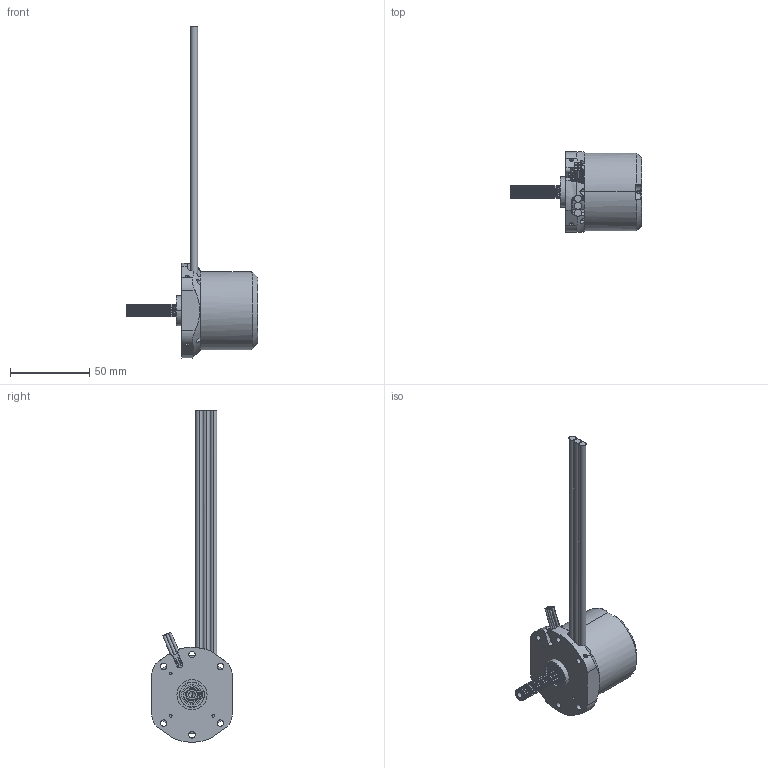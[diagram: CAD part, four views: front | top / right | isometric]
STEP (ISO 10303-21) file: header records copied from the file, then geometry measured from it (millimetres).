
FILE_DESCRIPTION (( 'STEP AP214' ), '1' );
FILE_NAME ('REV-21-1653.STEP', '2025-10-20T16:25:45', ( '' ), ( '' ), 'SwSTEP 2.0', 'SolidWorks 2022', '' );
FILE_SCHEMA (( 'AUTOMOTIVE_DESIGN' ));
Length unit declared in the file: millimetre
Products named in the file (13): 20-A2006-WV03X2.stp; Retaining_Ring_External_8mm; 688ZZ; NEOv2_P10_Male_Connector; REV-21-1653; REV-21-1653_P01-DR; Connector 90 Deg; NEOv2_P10_Female_Connector; NEOv2_P10_Mated_Connectors; A2006-WV03X2_1.stp; REV-21-1653_P10_Wires; REV-21-1653_P09; Connector 90 Deg Large
Assembly tree (16 placements, depth 5):
  REV-21-1653
    REV-21-1653_P01-DR
    688ZZ
    REV-21-1653_P09
    Retaining_Ring_External_8mm
    NEOv2_P10_Mated_Connectors
      NEOv2_P10_Male_Connector
        20-A2006-WV03X2.stp
          A2006-WV03X2_1.stp
        Connector 90 Deg  x3
        Connector 90 Deg Large  x3
      NEOv2_P10_Female_Connector
      REV-21-1653_P10_Wires
Bounding box: 83 x 50.8 x 209.91 mm (x, y, z)
Volume: 102545.5 mm3; surface area: 29570.7 mm2
Topology: 36 solids, 36 shells, 1212 faces, 3220 edges, 2060 vertices
Faces by surface type: plane 749, cylinder 236, bspline 137, cone 36, torus 28, sphere 26
Entity records: 39231 total; most frequent: CARTESIAN_POINT 11269, ORIENTED_EDGE 5996, DIRECTION 5088, EDGE_CURVE 2998, VECTOR 1946, LINE 1946, VERTEX_POINT 1928, AXIS2_PLACEMENT_3D 1571
